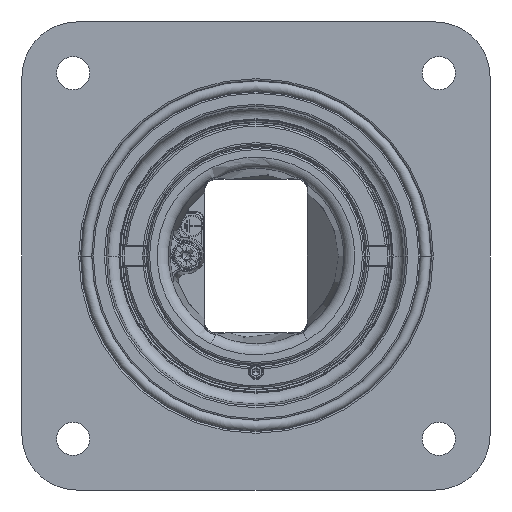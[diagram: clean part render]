
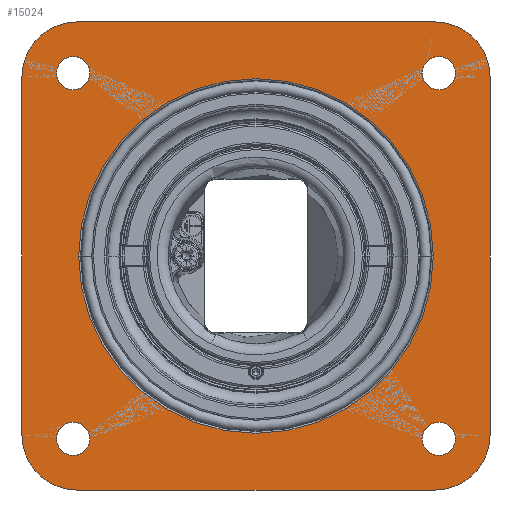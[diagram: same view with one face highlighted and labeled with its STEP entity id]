
A CAD part, front view. The second image highlights one B-rep face of the part: STEP entity #15024.
In plain terms, the highlighted planar face has unit normal (0, -1, 0).
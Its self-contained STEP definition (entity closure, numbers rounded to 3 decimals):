
#12412=CARTESIAN_POINT('',(-50.,0.,50.));
#12413=DIRECTION('',(0.,1.,0.));
#12414=DIRECTION('',(-1.,0.,0.));
#12415=AXIS2_PLACEMENT_3D('',#12412,#12413,#12414);
#12420=CARTESIAN_POINT('',(-50.,0.,50.));
#12421=DIRECTION('',(0.,1.,0.));
#12422=DIRECTION('',(1.,0.,0.));
#12423=AXIS2_PLACEMENT_3D('',#12420,#12421,#12422);
#12428=CARTESIAN_POINT('',(50.,0.,-50.));
#12429=DIRECTION('',(0.,1.,0.));
#12430=DIRECTION('',(-1.,0.,0.));
#12431=AXIS2_PLACEMENT_3D('',#12428,#12429,#12430);
#12436=CARTESIAN_POINT('',(50.,0.,-50.));
#12437=DIRECTION('',(0.,1.,0.));
#12438=DIRECTION('',(1.,0.,0.));
#12439=AXIS2_PLACEMENT_3D('',#12436,#12437,#12438);
#12444=CARTESIAN_POINT('',(-50.,0.,-50.));
#12445=DIRECTION('',(0.,1.,0.));
#12446=DIRECTION('',(-1.,0.,0.));
#12447=AXIS2_PLACEMENT_3D('',#12444,#12445,#12446);
#12452=CARTESIAN_POINT('',(-50.,0.,-50.));
#12453=DIRECTION('',(0.,1.,0.));
#12454=DIRECTION('',(1.,0.,0.));
#12455=AXIS2_PLACEMENT_3D('',#12452,#12453,#12454);
#12460=CARTESIAN_POINT('',(50.,0.,50.));
#12461=DIRECTION('',(0.,1.,0.));
#12462=DIRECTION('',(-1.,0.,0.));
#12463=AXIS2_PLACEMENT_3D('',#12460,#12461,#12462);
#12468=CARTESIAN_POINT('',(50.,0.,50.));
#12469=DIRECTION('',(0.,1.,0.));
#12470=DIRECTION('',(1.,0.,0.));
#12471=AXIS2_PLACEMENT_3D('',#12468,#12469,#12470);
#12476=CARTESIAN_POINT('',(-49.,0.,49.));
#12477=DIRECTION('',(0.,-1.,0.));
#12478=DIRECTION('',(0.,0.,1.));
#12479=AXIS2_PLACEMENT_3D('',#12476,#12477,#12478);
#12484=DIRECTION('',(1.,0.,0.));
#12485=VECTOR('',#12484,98.);
#12486=CARTESIAN_POINT('',(-49.,0.,64.));
#12487=LINE('',#12486,#12485);
#12491=CARTESIAN_POINT('',(49.,0.,49.));
#12492=DIRECTION('',(0.,-1.,0.));
#12493=DIRECTION('',(1.,0.,0.));
#12494=AXIS2_PLACEMENT_3D('',#12491,#12492,#12493);
#12499=DIRECTION('',(0.,0.,-1.));
#12500=VECTOR('',#12499,98.);
#12501=CARTESIAN_POINT('',(64.,0.,49.));
#12502=LINE('',#12501,#12500);
#12506=CARTESIAN_POINT('',(49.,0.,-49.));
#12507=DIRECTION('',(0.,-1.,0.));
#12508=DIRECTION('',(0.,0.,-1.));
#12509=AXIS2_PLACEMENT_3D('',#12506,#12507,#12508);
#12514=DIRECTION('',(-1.,0.,0.));
#12515=VECTOR('',#12514,98.);
#12516=CARTESIAN_POINT('',(49.,0.,-64.));
#12517=LINE('',#12516,#12515);
#12521=CARTESIAN_POINT('',(-49.,0.,-49.));
#12522=DIRECTION('',(0.,-1.,0.));
#12523=DIRECTION('',(-1.,0.,0.));
#12524=AXIS2_PLACEMENT_3D('',#12521,#12522,#12523);
#12529=DIRECTION('',(0.,0.,1.));
#12530=VECTOR('',#12529,98.);
#12531=CARTESIAN_POINT('',(-64.,0.,-49.));
#12532=LINE('',#12531,#12530);
#12552=CARTESIAN_POINT('',(0.,0.,0.));
#12553=DIRECTION('',(0.,1.,0.));
#12554=DIRECTION('',(-1.,0.,0.));
#12555=AXIS2_PLACEMENT_3D('',#12552,#12553,#12554);
#12560=CARTESIAN_POINT('',(0.,0.,0.));
#12561=DIRECTION('',(0.,1.,0.));
#12562=DIRECTION('',(1.,0.,0.));
#12563=AXIS2_PLACEMENT_3D('',#12560,#12561,#12562);
#14685=CARTESIAN_POINT('',(-54.5,0.,50.));
#14686=CARTESIAN_POINT('',(-45.5,0.,50.));
#14687=VERTEX_POINT('',#14685);
#14688=VERTEX_POINT('',#14686);
#14693=CARTESIAN_POINT('',(-49.,0.,64.));
#14694=CARTESIAN_POINT('',(-64.,0.,49.));
#14695=VERTEX_POINT('',#14693);
#14696=VERTEX_POINT('',#14694);
#14697=CARTESIAN_POINT('',(-64.,0.,-49.));
#14698=CARTESIAN_POINT('',(-49.,0.,-64.));
#14699=VERTEX_POINT('',#14697);
#14700=VERTEX_POINT('',#14698);
#14701=CARTESIAN_POINT('',(49.,0.,-64.));
#14702=CARTESIAN_POINT('',(64.,0.,-49.));
#14703=VERTEX_POINT('',#14701);
#14704=VERTEX_POINT('',#14702);
#14705=CARTESIAN_POINT('',(64.,0.,49.));
#14706=CARTESIAN_POINT('',(49.,0.,64.));
#14707=VERTEX_POINT('',#14705);
#14708=VERTEX_POINT('',#14706);
#14781=CARTESIAN_POINT('',(-48.5,0.,0.));
#14782=CARTESIAN_POINT('',(48.5,0.,0.));
#14783=VERTEX_POINT('',#14781);
#14784=VERTEX_POINT('',#14782);
#14823=CARTESIAN_POINT('',(-54.5,0.,-50.));
#14824=CARTESIAN_POINT('',(-45.5,0.,-50.));
#14825=VERTEX_POINT('',#14823);
#14826=VERTEX_POINT('',#14824);
#14839=CARTESIAN_POINT('',(45.5,0.,50.));
#14840=CARTESIAN_POINT('',(54.5,0.,50.));
#14841=VERTEX_POINT('',#14839);
#14842=VERTEX_POINT('',#14840);
#14855=CARTESIAN_POINT('',(45.5,0.,-50.));
#14856=CARTESIAN_POINT('',(54.5,0.,-50.));
#14857=VERTEX_POINT('',#14855);
#14858=VERTEX_POINT('',#14856);
#14971=CARTESIAN_POINT('',(0.,0.,0.));
#14972=DIRECTION('',(0.,1.,0.));
#14973=DIRECTION('',(1.,0.,0.));
#14974=AXIS2_PLACEMENT_3D('',#14971,#14972,#14973);
#14975=PLANE('',#14974);
#14977=ORIENTED_EDGE('',*,*,#14976,.F.);
#14979=ORIENTED_EDGE('',*,*,#14978,.T.);
#14981=ORIENTED_EDGE('',*,*,#14980,.F.);
#14983=ORIENTED_EDGE('',*,*,#14982,.T.);
#14985=ORIENTED_EDGE('',*,*,#14984,.F.);
#14987=ORIENTED_EDGE('',*,*,#14986,.T.);
#14989=ORIENTED_EDGE('',*,*,#14988,.F.);
#14991=ORIENTED_EDGE('',*,*,#14990,.T.);
#14992=EDGE_LOOP('',(#14977,#14979,#14981,#14983,#14985,#14987,#14989,#14991));
#14993=FACE_OUTER_BOUND('',#14992,.F.);
#14995=ORIENTED_EDGE('',*,*,#14994,.F.);
#14997=ORIENTED_EDGE('',*,*,#14996,.F.);
#14998=EDGE_LOOP('',(#14995,#14997));
#14999=FACE_BOUND('',#14998,.F.);
#15001=ORIENTED_EDGE('',*,*,#15000,.F.);
#15003=ORIENTED_EDGE('',*,*,#15002,.F.);
#15004=EDGE_LOOP('',(#15001,#15003));
#15005=FACE_BOUND('',#15004,.F.);
#15007=ORIENTED_EDGE('',*,*,#15006,.F.);
#15009=ORIENTED_EDGE('',*,*,#15008,.F.);
#15010=EDGE_LOOP('',(#15007,#15009));
#15011=FACE_BOUND('',#15010,.F.);
#15013=ORIENTED_EDGE('',*,*,#15012,.F.);
#15015=ORIENTED_EDGE('',*,*,#15014,.F.);
#15016=EDGE_LOOP('',(#15013,#15015));
#15017=FACE_BOUND('',#15016,.F.);
#15019=ORIENTED_EDGE('',*,*,#15018,.F.);
#15021=ORIENTED_EDGE('',*,*,#15020,.F.);
#15022=EDGE_LOOP('',(#15019,#15021));
#15023=FACE_BOUND('',#15022,.F.);
#12416=CIRCLE('',#12415,4.5);
#12424=CIRCLE('',#12423,4.5);
#12432=CIRCLE('',#12431,4.5);
#12440=CIRCLE('',#12439,4.5);
#12448=CIRCLE('',#12447,4.5);
#12456=CIRCLE('',#12455,4.5);
#12464=CIRCLE('',#12463,4.5);
#12472=CIRCLE('',#12471,4.5);
#12480=CIRCLE('',#12479,15.);
#12495=CIRCLE('',#12494,15.);
#12510=CIRCLE('',#12509,15.);
#12525=CIRCLE('',#12524,15.);
#12556=CIRCLE('',#12555,48.5);
#12564=CIRCLE('',#12563,48.5);
#14976=EDGE_CURVE('',#14695,#14696,#12480,.T.);
#14978=EDGE_CURVE('',#14695,#14708,#12487,.T.);
#14980=EDGE_CURVE('',#14707,#14708,#12495,.T.);
#14982=EDGE_CURVE('',#14707,#14704,#12502,.T.);
#14984=EDGE_CURVE('',#14703,#14704,#12510,.T.);
#14986=EDGE_CURVE('',#14703,#14700,#12517,.T.);
#14988=EDGE_CURVE('',#14699,#14700,#12525,.T.);
#14990=EDGE_CURVE('',#14699,#14696,#12532,.T.);
#14994=EDGE_CURVE('',#14687,#14688,#12416,.T.);
#14996=EDGE_CURVE('',#14688,#14687,#12424,.T.);
#15000=EDGE_CURVE('',#14857,#14858,#12432,.T.);
#15002=EDGE_CURVE('',#14858,#14857,#12440,.T.);
#15006=EDGE_CURVE('',#14825,#14826,#12448,.T.);
#15008=EDGE_CURVE('',#14826,#14825,#12456,.T.);
#15012=EDGE_CURVE('',#14841,#14842,#12464,.T.);
#15014=EDGE_CURVE('',#14842,#14841,#12472,.T.);
#15018=EDGE_CURVE('',#14783,#14784,#12556,.T.);
#15020=EDGE_CURVE('',#14784,#14783,#12564,.T.);
#15024=ADVANCED_FACE('',(#14993,#14999,#15005,#15011,#15017,#15023),#14975,.F.);
